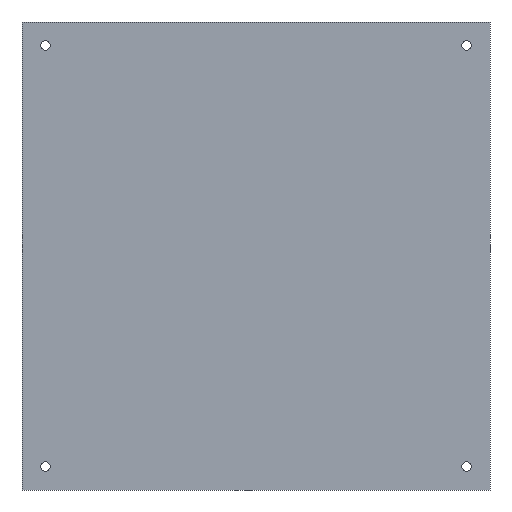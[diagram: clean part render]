
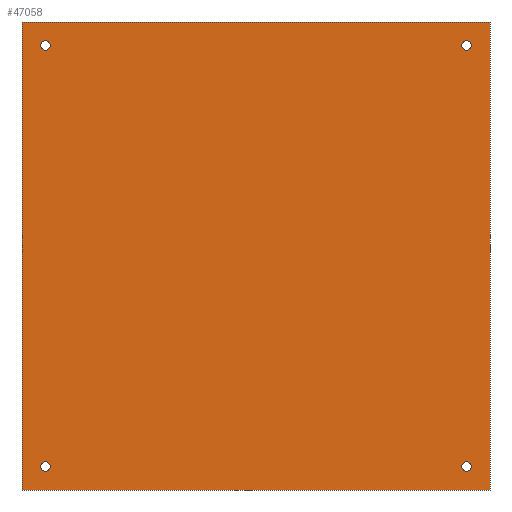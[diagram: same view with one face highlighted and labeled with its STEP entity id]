
A CAD part, front view. The second image highlights one B-rep face of the part: STEP entity #47058.
In plain terms, the highlighted planar face has unit normal (0, -1, 0).
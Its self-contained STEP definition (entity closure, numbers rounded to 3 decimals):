
#129=FACE_BOUND('',#7203,.T.);
#130=FACE_BOUND('',#7204,.T.);
#131=FACE_BOUND('',#7205,.T.);
#132=FACE_BOUND('',#7206,.T.);
#2448=PLANE('',#49406);
#4768=FACE_OUTER_BOUND('',#7202,.T.);
#7202=EDGE_LOOP('',(#44727,#44728,#44729,#44730));
#7203=EDGE_LOOP('',(#44731));
#7204=EDGE_LOOP('',(#44732));
#7205=EDGE_LOOP('',(#44733));
#7206=EDGE_LOOP('',(#44734));
#13815=LINE('',#74028,#20431);
#13818=LINE('',#74033,#20434);
#13820=LINE('',#74037,#20436);
#13822=LINE('',#74040,#20438);
#20431=VECTOR('',#60665,10.);
#20434=VECTOR('',#60670,10.);
#20436=VECTOR('',#60674,10.);
#20438=VECTOR('',#60678,10.);
#20440=CIRCLE('',#47081,2.);
#20442=CIRCLE('',#47084,2.);
#20444=CIRCLE('',#47087,2.);
#20446=CIRCLE('',#47090,2.);
#20448=VERTEX_POINT('',#60685);
#20450=VERTEX_POINT('',#60691);
#20452=VERTEX_POINT('',#60697);
#20454=VERTEX_POINT('',#60703);
#24859=VERTEX_POINT('',#74026);
#24860=VERTEX_POINT('',#74027);
#24861=VERTEX_POINT('',#74032);
#24862=VERTEX_POINT('',#74036);
#24865=EDGE_CURVE('',#20448,#20448,#20440,.T.);
#24868=EDGE_CURVE('',#20450,#20450,#20442,.T.);
#24871=EDGE_CURVE('',#20452,#20452,#20444,.T.);
#24874=EDGE_CURVE('',#20454,#20454,#20446,.T.);
#31479=EDGE_CURVE('',#24859,#24860,#13815,.T.);
#31482=EDGE_CURVE('',#24861,#24859,#13818,.T.);
#31484=EDGE_CURVE('',#24862,#24861,#13820,.T.);
#31486=EDGE_CURVE('',#24860,#24862,#13822,.T.);
#44727=ORIENTED_EDGE('',*,*,#31486,.F.);
#44728=ORIENTED_EDGE('',*,*,#31479,.F.);
#44729=ORIENTED_EDGE('',*,*,#31482,.F.);
#44730=ORIENTED_EDGE('',*,*,#31484,.F.);
#44731=ORIENTED_EDGE('',*,*,#24865,.T.);
#44732=ORIENTED_EDGE('',*,*,#24868,.T.);
#44733=ORIENTED_EDGE('',*,*,#24871,.T.);
#44734=ORIENTED_EDGE('',*,*,#24874,.T.);
#47058=ADVANCED_FACE('',(#4768,#129,#130,#131,#132),#2448,.F.);
#47081=AXIS2_PLACEMENT_3D('',#60687,#49414,#49415);
#47084=AXIS2_PLACEMENT_3D('',#60693,#49421,#49422);
#47087=AXIS2_PLACEMENT_3D('',#60699,#49428,#49429);
#47090=AXIS2_PLACEMENT_3D('',#60705,#49435,#49436);
#49406=AXIS2_PLACEMENT_3D('',#74041,#60679,#60680);
#49414=DIRECTION('center_axis',(0.,1.,0.));
#49415=DIRECTION('ref_axis',(1.,0.,0.));
#49421=DIRECTION('center_axis',(0.,1.,0.));
#49422=DIRECTION('ref_axis',(1.,0.,0.));
#49428=DIRECTION('center_axis',(0.,1.,0.));
#49429=DIRECTION('ref_axis',(1.,0.,0.));
#49435=DIRECTION('center_axis',(0.,1.,0.));
#49436=DIRECTION('ref_axis',(1.,0.,0.));
#60665=DIRECTION('',(1.,0.,0.));
#60670=DIRECTION('',(0.,0.,1.));
#60674=DIRECTION('',(-1.,0.,0.));
#60678=DIRECTION('',(0.,0.,-1.));
#60679=DIRECTION('center_axis',(0.,1.,0.));
#60680=DIRECTION('ref_axis',(0.,0.,1.));
#60685=CARTESIAN_POINT('',(188.,0.,-10.));
#60687=CARTESIAN_POINT('Origin',(190.,0.,-10.));
#60691=CARTESIAN_POINT('',(188.,0.,-190.));
#60693=CARTESIAN_POINT('Origin',(190.,0.,-190.));
#60697=CARTESIAN_POINT('',(8.,0.,-10.));
#60699=CARTESIAN_POINT('Origin',(10.,0.,-10.));
#60703=CARTESIAN_POINT('',(8.,0.,-190.));
#60705=CARTESIAN_POINT('Origin',(10.,0.,-190.));
#74026=CARTESIAN_POINT('',(0.,0.,0.));
#74027=CARTESIAN_POINT('',(200.,0.,0.));
#74028=CARTESIAN_POINT('',(0.,0.,0.));
#74032=CARTESIAN_POINT('',(0.,0.,-200.));
#74033=CARTESIAN_POINT('',(0.,0.,-200.));
#74036=CARTESIAN_POINT('',(200.,0.,-200.));
#74037=CARTESIAN_POINT('',(200.,0.,-200.));
#74040=CARTESIAN_POINT('',(200.,0.,0.));
#74041=CARTESIAN_POINT('Origin',(100.,0.,-100.));
